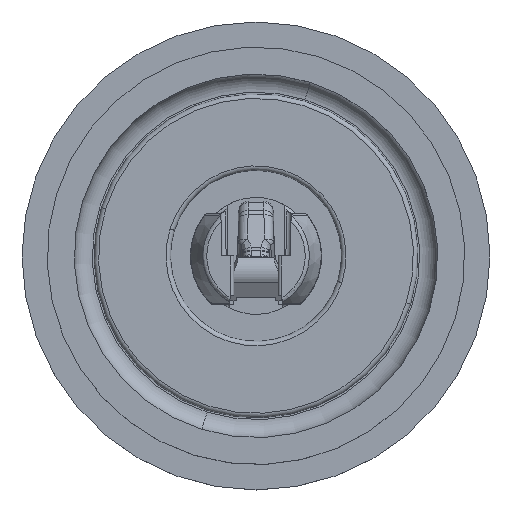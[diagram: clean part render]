
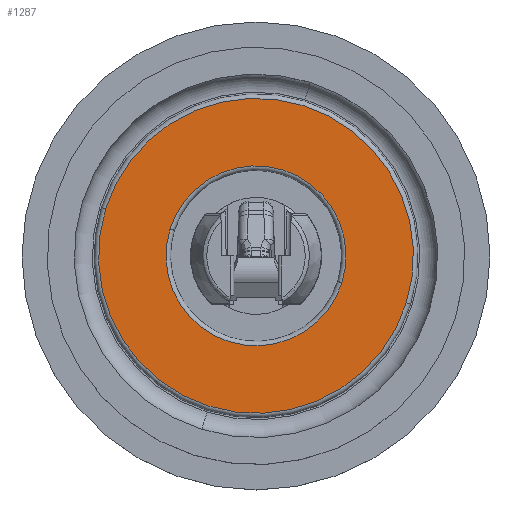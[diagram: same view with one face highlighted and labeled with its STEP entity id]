
A CAD part, top view. The second image highlights one B-rep face of the part: STEP entity #1287.
In plain terms, the highlighted face is planar.
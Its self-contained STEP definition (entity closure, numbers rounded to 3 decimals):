
#30 = AXIS2_PLACEMENT_3D ( 'NONE', #2244, #6486, #5028 ) ;
#46 = AXIS2_PLACEMENT_3D ( 'NONE', #2922, #4972, #3594 ) ;
#150 = CIRCLE ( 'NONE', #8444, 8.75 ) ;
#288 = PLANE ( 'NONE',  #30 ) ;
#815 = DIRECTION ( 'NONE',  ( 0., -1., 0. ) ) ;
#901 = CIRCLE ( 'NONE', #1043, 5. ) ;
#1043 = AXIS2_PLACEMENT_3D ( 'NONE', #7408, #8236, #4072 ) ;
#1044 = ORIENTED_EDGE ( 'NONE', *, *, #6709, .T. ) ;
#1287 = ADVANCED_FACE ( 'NONE', ( #1687, #4467 ), #288, .F. ) ;
#1687 = FACE_BOUND ( 'NONE', #8637, .T. ) ;
#1746 = EDGE_CURVE ( 'NONE', #1834, #3680, #901, .T. ) ;
#1834 = VERTEX_POINT ( 'NONE', #7726 ) ;
#1997 = ORIENTED_EDGE ( 'NONE', *, *, #4163, .T. ) ;
#2244 = CARTESIAN_POINT ( 'NONE',  ( 0., -1.45, 0. ) ) ;
#2424 = EDGE_CURVE ( 'NONE', #3680, #1834, #5415, .T. ) ;
#2723 = AXIS2_PLACEMENT_3D ( 'NONE', #3415, #5462, #2779 ) ;
#2779 = DIRECTION ( 'NONE',  ( 0., 0., 1. ) ) ;
#2922 = CARTESIAN_POINT ( 'NONE',  ( 0., -1.45, 0. ) ) ;
#3011 = CIRCLE ( 'NONE', #2723, 8.75 ) ;
#3415 = CARTESIAN_POINT ( 'NONE',  ( 0., -1.45, 0. ) ) ;
#3559 = CARTESIAN_POINT ( 'NONE',  ( 0., -1.45, 5. ) ) ;
#3594 = DIRECTION ( 'NONE',  ( 0., 0., 1. ) ) ;
#3680 = VERTEX_POINT ( 'NONE', #3559 ) ;
#3997 = ORIENTED_EDGE ( 'NONE', *, *, #2424, .T. ) ;
#4072 = DIRECTION ( 'NONE',  ( 0., 0., 1. ) ) ;
#4163 = EDGE_CURVE ( 'NONE', #5159, #4555, #150, .T. ) ;
#4467 = FACE_OUTER_BOUND ( 'NONE', #5311, .T. ) ;
#4555 = VERTEX_POINT ( 'NONE', #4659 ) ;
#4659 = CARTESIAN_POINT ( 'NONE',  ( 0., -1.45, -8.75 ) ) ;
#4761 = CARTESIAN_POINT ( 'NONE',  ( 0., -1.45, 8.75 ) ) ;
#4829 = ORIENTED_EDGE ( 'NONE', *, *, #1746, .T. ) ;
#4858 = CARTESIAN_POINT ( 'NONE',  ( 0., -1.45, 0. ) ) ;
#4972 = DIRECTION ( 'NONE',  ( 0., 1., 0. ) ) ;
#5028 = DIRECTION ( 'NONE',  ( 0., 0., 1. ) ) ;
#5159 = VERTEX_POINT ( 'NONE', #4761 ) ;
#5311 = EDGE_LOOP ( 'NONE', ( #1997, #1044 ) ) ;
#5415 = CIRCLE ( 'NONE', #46, 5. ) ;
#5462 = DIRECTION ( 'NONE',  ( 0., -1., 0. ) ) ;
#6486 = DIRECTION ( 'NONE',  ( 0., 1., 0. ) ) ;
#6709 = EDGE_CURVE ( 'NONE', #4555, #5159, #3011, .T. ) ;
#6948 = DIRECTION ( 'NONE',  ( 0., 0., 1. ) ) ;
#7408 = CARTESIAN_POINT ( 'NONE',  ( 0., -1.45, 0. ) ) ;
#7726 = CARTESIAN_POINT ( 'NONE',  ( 0., -1.45, -5. ) ) ;
#8236 = DIRECTION ( 'NONE',  ( 0., 1., 0. ) ) ;
#8444 = AXIS2_PLACEMENT_3D ( 'NONE', #4858, #815, #6948 ) ;
#8637 = EDGE_LOOP ( 'NONE', ( #3997, #4829 ) ) ;
